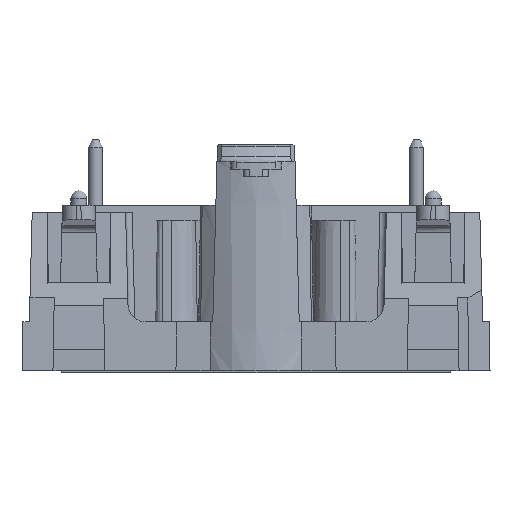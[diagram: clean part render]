
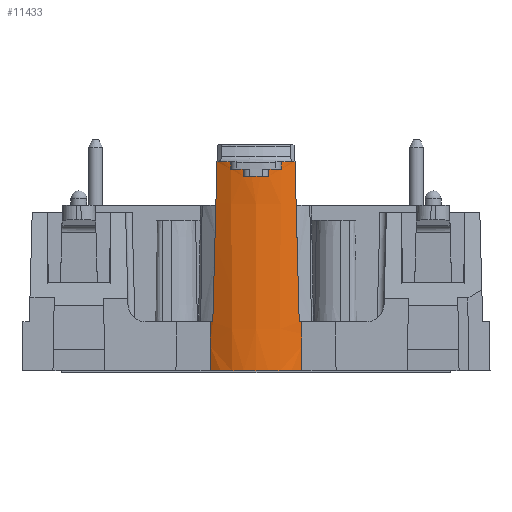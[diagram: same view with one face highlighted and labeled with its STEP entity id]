
A CAD part, left-side view. The second image highlights one B-rep face of the part: STEP entity #11433.
In plain terms, the highlighted conical face has half-angle 0.516 degrees and reference radius 5.5 mm.
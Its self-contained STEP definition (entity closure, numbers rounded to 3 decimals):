
#47=CONICAL_SURFACE('',#15768,5.5,0.009);
#77=CIRCLE('',#15298,5.469);
#165=CIRCLE('',#15660,5.5);
#168=CIRCLE('',#15665,5.5);
#185=CIRCLE('',#15688,5.6);
#188=CIRCLE('',#15770,5.595);
#189=CIRCLE('',#15771,5.591);
#190=CIRCLE('',#15772,5.595);
#191=CIRCLE('',#15773,5.6);
#532=ELLIPSE('',#15705,248.172,3.71);
#548=ELLIPSE('',#15769,283.039,6.957);
#549=ELLIPSE('',#15774,283.039,6.957);
#550=ELLIPSE('',#15775,248.172,3.71);
#750=B_SPLINE_CURVE_WITH_KNOTS('',3,(#24083,#24084,#24085,#24086,#24087,
#24088,#24089),.UNSPECIFIED.,.F.,.F.,(4,3,4),(0.002,0.002,
0.002),.UNSPECIFIED.);
#751=B_SPLINE_CURVE_WITH_KNOTS('',3,(#24093,#24094,#24095,#24096,#24097,
#24098,#24099),.UNSPECIFIED.,.F.,.F.,(4,3,4),(0.002,0.002,
0.002),.UNSPECIFIED.);
#752=B_SPLINE_CURVE_WITH_KNOTS('',3,(#24103,#24104,#24105,#24106,#24107,
#24108,#24109),.UNSPECIFIED.,.F.,.F.,(4,3,4),(0.002,0.002,
0.003),.UNSPECIFIED.);
#753=B_SPLINE_CURVE_WITH_KNOTS('',3,(#24113,#24114,#24115,#24116,#24117,
#24118,#24119),.UNSPECIFIED.,.F.,.F.,(4,3,4),(0.002,0.002,
0.002),.UNSPECIFIED.);
#3282=ORIENTED_EDGE('',*,*,#4727,.F.);
#3283=ORIENTED_EDGE('',*,*,#5344,.F.);
#3284=ORIENTED_EDGE('',*,*,#5284,.T.);
#3285=ORIENTED_EDGE('',*,*,#5452,.F.);
#3286=ORIENTED_EDGE('',*,*,#5321,.T.);
#3287=ORIENTED_EDGE('',*,*,#5453,.T.);
#3288=ORIENTED_EDGE('',*,*,#5454,.T.);
#3289=ORIENTED_EDGE('',*,*,#5455,.T.);
#3290=ORIENTED_EDGE('',*,*,#5456,.T.);
#3291=ORIENTED_EDGE('',*,*,#5457,.T.);
#3292=ORIENTED_EDGE('',*,*,#5458,.T.);
#3293=ORIENTED_EDGE('',*,*,#5459,.T.);
#3294=ORIENTED_EDGE('',*,*,#5460,.T.);
#3295=ORIENTED_EDGE('',*,*,#5461,.F.);
#3296=ORIENTED_EDGE('',*,*,#5289,.T.);
#3297=ORIENTED_EDGE('',*,*,#5462,.T.);
#4727=EDGE_CURVE('',#6218,#6219,#77,.F.);
#5284=EDGE_CURVE('',#6586,#6587,#165,.T.);
#5289=EDGE_CURVE('',#6588,#6592,#168,.T.);
#5321=EDGE_CURVE('',#6623,#6622,#185,.T.);
#5344=EDGE_CURVE('',#6586,#6218,#532,.T.);
#5452=EDGE_CURVE('',#6623,#6587,#548,.F.);
#5453=EDGE_CURVE('',#6622,#6694,#750,.T.);
#5454=EDGE_CURVE('',#6694,#6695,#188,.T.);
#5455=EDGE_CURVE('',#6695,#6696,#751,.T.);
#5456=EDGE_CURVE('',#6696,#6697,#189,.T.);
#5457=EDGE_CURVE('',#6697,#6698,#752,.T.);
#5458=EDGE_CURVE('',#6698,#6699,#190,.T.);
#5459=EDGE_CURVE('',#6699,#6700,#753,.T.);
#5460=EDGE_CURVE('',#6700,#6701,#191,.T.);
#5461=EDGE_CURVE('',#6588,#6701,#549,.F.);
#5462=EDGE_CURVE('',#6592,#6219,#550,.F.);
#6218=VERTEX_POINT('',#22313);
#6219=VERTEX_POINT('',#22315);
#6586=VERTEX_POINT('',#23711);
#6587=VERTEX_POINT('',#23714);
#6588=VERTEX_POINT('',#23718);
#6592=VERTEX_POINT('',#23725);
#6622=VERTEX_POINT('',#23790);
#6623=VERTEX_POINT('',#23792);
#6694=VERTEX_POINT('',#24090);
#6695=VERTEX_POINT('',#24092);
#6696=VERTEX_POINT('',#24100);
#6697=VERTEX_POINT('',#24102);
#6698=VERTEX_POINT('',#24110);
#6699=VERTEX_POINT('',#24112);
#6700=VERTEX_POINT('',#24120);
#6701=VERTEX_POINT('',#24122);
#9528=EDGE_LOOP('',(#3282,#3283,#3284,#3285,#3286,#3287,#3288,#3289,#3290,
#3291,#3292,#3293,#3294,#3295,#3296,#3297));
#10304=FACE_BOUND('',#9528,.T.);
#11433=ADVANCED_FACE('',(#10304),#47,.T.);
#15298=AXIS2_PLACEMENT_3D('',#22314,#16803,#16804);
#15660=AXIS2_PLACEMENT_3D('',#23715,#17884,#17885);
#15665=AXIS2_PLACEMENT_3D('',#23726,#17895,#17896);
#15688=AXIS2_PLACEMENT_3D('',#23791,#17953,#17954);
#15705=AXIS2_PLACEMENT_3D('',#23838,#17998,#17999);
#15768=AXIS2_PLACEMENT_3D('',#24081,#18214,#18215);
#15769=AXIS2_PLACEMENT_3D('',#24082,#18216,#18217);
#15770=AXIS2_PLACEMENT_3D('',#24091,#18218,#18219);
#15771=AXIS2_PLACEMENT_3D('',#24101,#18220,#18221);
#15772=AXIS2_PLACEMENT_3D('',#24111,#18222,#18223);
#15773=AXIS2_PLACEMENT_3D('',#24121,#18224,#18225);
#15774=AXIS2_PLACEMENT_3D('',#24123,#18226,#18227);
#15775=AXIS2_PLACEMENT_3D('',#24124,#18228,#18229);
#16803=DIRECTION('',(0.,0.,1.));
#16804=DIRECTION('',(1.,0.,0.));
#17884=DIRECTION('',(0.,0.,-1.));
#17885=DIRECTION('',(-1.,0.,0.));
#17895=DIRECTION('',(0.,0.,-1.));
#17896=DIRECTION('',(-1.,0.,0.));
#17953=DIRECTION('',(0.,0.,-1.));
#17954=DIRECTION('',(-1.,0.,0.));
#17998=DIRECTION('',(1.,0.,0.017));
#17999=DIRECTION('',(-0.017,0.,1.));
#18214=DIRECTION('',(0.,0.,1.));
#18215=DIRECTION('',(-1.,0.,0.));
#18216=DIRECTION('',(0.,1.,-0.026));
#18217=DIRECTION('',(0.,0.026,1.));
#18218=DIRECTION('',(0.,0.,-1.));
#18219=DIRECTION('',(-1.,0.,0.));
#18220=DIRECTION('',(0.,0.,-1.));
#18221=DIRECTION('',(-1.,0.,0.));
#18222=DIRECTION('',(0.,0.,-1.));
#18223=DIRECTION('',(-1.,0.,0.));
#18224=DIRECTION('',(0.,0.,-1.));
#18225=DIRECTION('',(-1.,0.,0.));
#18226=DIRECTION('',(0.,-1.,-0.026));
#18227=DIRECTION('',(0.,-0.026,1.));
#18228=DIRECTION('',(1.,0.,0.017));
#18229=DIRECTION('',(-0.017,0.,1.));
#22313=CARTESIAN_POINT('',(-31.941,-3.193,0.));
#22314=CARTESIAN_POINT('',(-27.5,0.,0.));
#22315=CARTESIAN_POINT('',(-31.941,3.193,0.));
#23711=CARTESIAN_POINT('',(-32.,-3.162,3.4));
#23714=CARTESIAN_POINT('',(-32.11,-3.,3.4));
#23715=CARTESIAN_POINT('',(-27.5,0.,3.4));
#23718=CARTESIAN_POINT('',(-32.11,3.,3.4));
#23725=CARTESIAN_POINT('',(-32.,3.162,3.4));
#23726=CARTESIAN_POINT('',(-27.5,0.,3.4));
#23790=CARTESIAN_POINT('',(-32.82,-1.75,14.5));
#23791=CARTESIAN_POINT('',(-27.5,0.,14.5));
#23792=CARTESIAN_POINT('',(-32.401,-2.709,14.5));
#23838=CARTESIAN_POINT('',(-29.735,0.,-126.336));
#24081=CARTESIAN_POINT('',(-27.5,0.,3.4));
#24082=CARTESIAN_POINT('',(-27.5,2.549,215.309));
#24083=CARTESIAN_POINT('',(-32.82,-1.75,14.5));
#24084=CARTESIAN_POINT('',(-32.818,-1.75,14.383));
#24085=CARTESIAN_POINT('',(-32.817,-1.75,14.266));
#24086=CARTESIAN_POINT('',(-32.816,-1.75,14.15));
#24087=CARTESIAN_POINT('',(-32.816,-1.75,14.1));
#24088=CARTESIAN_POINT('',(-32.815,-1.75,14.05));
#24089=CARTESIAN_POINT('',(-32.815,-1.75,14.));
#24090=CARTESIAN_POINT('',(-32.815,-1.75,14.));
#24091=CARTESIAN_POINT('',(-27.5,0.,14.));
#24092=CARTESIAN_POINT('',(-33.023,-0.9,14.));
#24093=CARTESIAN_POINT('',(-33.023,-0.9,14.));
#24094=CARTESIAN_POINT('',(-33.021,-0.9,13.875));
#24095=CARTESIAN_POINT('',(-33.02,-0.9,13.75));
#24096=CARTESIAN_POINT('',(-33.019,-0.9,13.625));
#24097=CARTESIAN_POINT('',(-33.019,-0.9,13.583));
#24098=CARTESIAN_POINT('',(-33.018,-0.9,13.542));
#24099=CARTESIAN_POINT('',(-33.018,-0.9,13.5));
#24100=CARTESIAN_POINT('',(-33.018,-0.9,13.5));
#24101=CARTESIAN_POINT('',(-27.5,0.,13.5));
#24102=CARTESIAN_POINT('',(-33.018,0.9,13.5));
#24103=CARTESIAN_POINT('',(-33.018,0.9,13.5));
#24104=CARTESIAN_POINT('',(-33.018,0.9,13.542));
#24105=CARTESIAN_POINT('',(-33.019,0.9,13.583));
#24106=CARTESIAN_POINT('',(-33.019,0.9,13.625));
#24107=CARTESIAN_POINT('',(-33.02,0.9,13.75));
#24108=CARTESIAN_POINT('',(-33.021,0.9,13.875));
#24109=CARTESIAN_POINT('',(-33.023,0.9,14.));
#24110=CARTESIAN_POINT('',(-33.023,0.9,14.));
#24111=CARTESIAN_POINT('',(-27.5,0.,14.));
#24112=CARTESIAN_POINT('',(-32.815,1.75,14.));
#24113=CARTESIAN_POINT('',(-32.815,1.75,14.));
#24114=CARTESIAN_POINT('',(-32.815,1.75,14.05));
#24115=CARTESIAN_POINT('',(-32.816,1.75,14.1));
#24116=CARTESIAN_POINT('',(-32.816,1.75,14.15));
#24117=CARTESIAN_POINT('',(-32.817,1.75,14.266));
#24118=CARTESIAN_POINT('',(-32.818,1.75,14.383));
#24119=CARTESIAN_POINT('',(-32.82,1.75,14.5));
#24120=CARTESIAN_POINT('',(-32.82,1.75,14.5));
#24121=CARTESIAN_POINT('',(-27.5,0.,14.5));
#24122=CARTESIAN_POINT('',(-32.401,2.709,14.5));
#24123=CARTESIAN_POINT('',(-27.5,-2.549,215.309));
#24124=CARTESIAN_POINT('',(-29.735,0.,-126.336));
